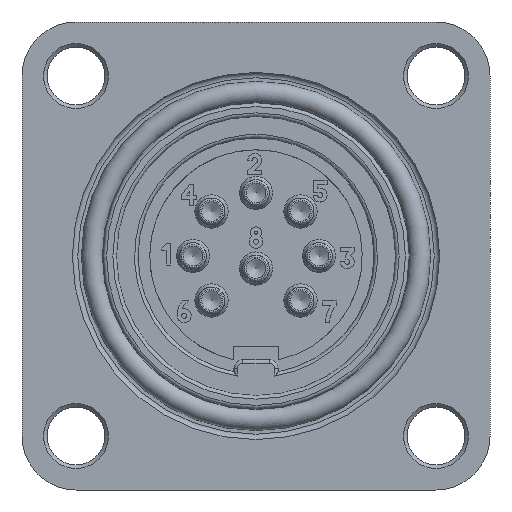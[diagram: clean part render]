
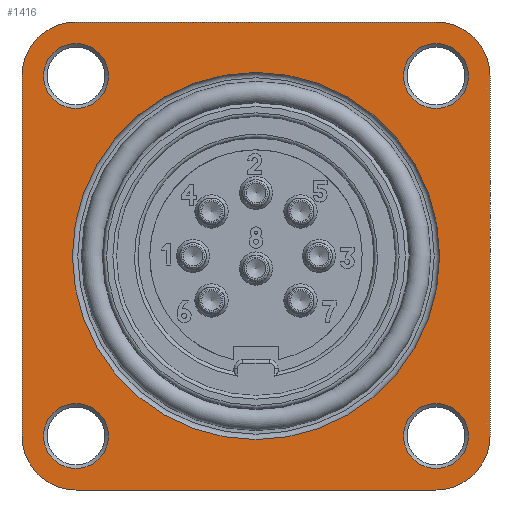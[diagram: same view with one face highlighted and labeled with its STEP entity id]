
A CAD part, front view. The second image highlights one B-rep face of the part: STEP entity #1416.
In plain terms, the highlighted planar face has unit normal (0, -1, 0).
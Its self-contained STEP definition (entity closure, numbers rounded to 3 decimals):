
#1416=ADVANCED_FACE('',(#1846,#1847,#1848,#1849,#1850,#1851),#1704,.T.);
#1704=PLANE('',#6072);
#1846=FACE_BOUND('',#2338,.T.);
#1847=FACE_BOUND('',#2339,.T.);
#1848=FACE_BOUND('',#2340,.T.);
#1849=FACE_BOUND('',#2341,.T.);
#1850=FACE_BOUND('',#2342,.T.);
#1851=FACE_BOUND('',#2343,.T.);
#2338=EDGE_LOOP('',(#3597));
#2339=EDGE_LOOP('',(#3598));
#2340=EDGE_LOOP('',(#3599));
#2341=EDGE_LOOP('',(#3600));
#2342=EDGE_LOOP('',(#3601));
#2343=EDGE_LOOP('',(#3602,#3603,#3604,#3605,#3606,#3607,#3608,#3609));
#2804=CIRCLE('',#6063,1.8);
#2805=CIRCLE('',#6064,1.8);
#2806=CIRCLE('',#6065,1.8);
#2807=CIRCLE('',#6066,1.8);
#2808=CIRCLE('',#6067,10.2);
#2809=CIRCLE('',#6068,3.);
#2810=CIRCLE('',#6069,3.);
#2811=CIRCLE('',#6070,3.);
#2812=CIRCLE('',#6071,3.);
#3597=ORIENTED_EDGE('',*,*,#5060,.T.);
#3598=ORIENTED_EDGE('',*,*,#5061,.T.);
#3599=ORIENTED_EDGE('',*,*,#5062,.T.);
#3600=ORIENTED_EDGE('',*,*,#5063,.T.);
#3601=ORIENTED_EDGE('',*,*,#5064,.F.);
#3602=ORIENTED_EDGE('',*,*,#5047,.T.);
#3603=ORIENTED_EDGE('',*,*,#5065,.T.);
#3604=ORIENTED_EDGE('',*,*,#5057,.T.);
#3605=ORIENTED_EDGE('',*,*,#5066,.T.);
#3606=ORIENTED_EDGE('',*,*,#5039,.T.);
#3607=ORIENTED_EDGE('',*,*,#5067,.T.);
#3608=ORIENTED_EDGE('',*,*,#5043,.T.);
#3609=ORIENTED_EDGE('',*,*,#5068,.T.);
#4473=VERTEX_POINT('',#8791);
#4476=VERTEX_POINT('',#8796);
#4477=VERTEX_POINT('',#8800);
#4480=VERTEX_POINT('',#8805);
#4481=VERTEX_POINT('',#8809);
#4484=VERTEX_POINT('',#8814);
#4491=VERTEX_POINT('',#8833);
#4494=VERTEX_POINT('',#8838);
#4497=VERTEX_POINT('',#8847);
#4498=VERTEX_POINT('',#8849);
#4499=VERTEX_POINT('',#8851);
#4500=VERTEX_POINT('',#8853);
#4501=VERTEX_POINT('',#8855);
#5039=EDGE_CURVE('',#4473,#4476,#5518,.T.);
#5043=EDGE_CURVE('',#4477,#4480,#5522,.T.);
#5047=EDGE_CURVE('',#4481,#4484,#5526,.T.);
#5057=EDGE_CURVE('',#4491,#4494,#5530,.T.);
#5060=EDGE_CURVE('',#4497,#4497,#2804,.T.);
#5061=EDGE_CURVE('',#4498,#4498,#2805,.T.);
#5062=EDGE_CURVE('',#4499,#4499,#2806,.T.);
#5063=EDGE_CURVE('',#4500,#4500,#2807,.T.);
#5064=EDGE_CURVE('',#4501,#4501,#2808,.T.);
#5065=EDGE_CURVE('',#4484,#4491,#2809,.T.);
#5066=EDGE_CURVE('',#4494,#4473,#2810,.T.);
#5067=EDGE_CURVE('',#4476,#4477,#2811,.T.);
#5068=EDGE_CURVE('',#4480,#4481,#2812,.T.);
#5518=LINE('',#8797,#5775);
#5522=LINE('',#8806,#5779);
#5526=LINE('',#8815,#5783);
#5530=LINE('',#8839,#5787);
#5775=VECTOR('',#7083,1.);
#5779=VECTOR('',#7089,1.);
#5783=VECTOR('',#7095,1.);
#5787=VECTOR('',#7119,1.);
#6063=AXIS2_PLACEMENT_3D('',#8846,#7128,#7129);
#6064=AXIS2_PLACEMENT_3D('',#8848,#7130,#7131);
#6065=AXIS2_PLACEMENT_3D('',#8850,#7132,#7133);
#6066=AXIS2_PLACEMENT_3D('',#8852,#7134,#7135);
#6067=AXIS2_PLACEMENT_3D('',#8854,#7136,#7137);
#6068=AXIS2_PLACEMENT_3D('',#8856,#7138,#7139);
#6069=AXIS2_PLACEMENT_3D('',#8857,#7140,#7141);
#6070=AXIS2_PLACEMENT_3D('',#8858,#7142,#7143);
#6071=AXIS2_PLACEMENT_3D('',#8859,#7144,#7145);
#6072=AXIS2_PLACEMENT_3D('',#8860,#7146,#7147);
#7083=DIRECTION('',(-1.,0.,0.));
#7089=DIRECTION('',(0.,0.,-1.));
#7095=DIRECTION('',(1.,0.,0.));
#7119=DIRECTION('',(0.,0.,1.));
#7128=DIRECTION('',(0.,1.,0.));
#7129=DIRECTION('',(0.,0.,-1.));
#7130=DIRECTION('',(0.,1.,0.));
#7131=DIRECTION('',(0.,0.,-1.));
#7132=DIRECTION('',(0.,1.,0.));
#7133=DIRECTION('',(0.,0.,-1.));
#7134=DIRECTION('',(0.,1.,0.));
#7135=DIRECTION('',(0.,0.,-1.));
#7136=DIRECTION('',(0.,-1.,0.));
#7137=DIRECTION('',(0.,0.,-1.));
#7138=DIRECTION('',(0.,-1.,0.));
#7139=DIRECTION('',(0.,0.,-1.));
#7140=DIRECTION('',(0.,-1.,0.));
#7141=DIRECTION('',(0.,0.,-1.));
#7142=DIRECTION('',(0.,-1.,0.));
#7143=DIRECTION('',(0.,0.,-1.));
#7144=DIRECTION('',(0.,-1.,0.));
#7145=DIRECTION('',(0.,0.,-1.));
#7146=DIRECTION('',(0.,-1.,0.));
#7147=DIRECTION('',(0.,0.,-1.));
#8791=CARTESIAN_POINT('',(10.,-10.,13.));
#8796=CARTESIAN_POINT('',(-10.,-10.,13.));
#8797=CARTESIAN_POINT('',(13.,-10.,13.));
#8800=CARTESIAN_POINT('',(-13.,-10.,10.));
#8805=CARTESIAN_POINT('',(-13.,-10.,-10.));
#8806=CARTESIAN_POINT('',(-13.,-10.,13.));
#8809=CARTESIAN_POINT('',(-10.,-10.,-13.));
#8814=CARTESIAN_POINT('',(10.,-10.,-13.));
#8815=CARTESIAN_POINT('',(-13.,-10.,-13.));
#8833=CARTESIAN_POINT('',(13.,-10.,-10.));
#8838=CARTESIAN_POINT('',(13.,-10.,10.));
#8839=CARTESIAN_POINT('',(13.,-10.,-13.));
#8846=CARTESIAN_POINT('',(-10.,-10.,-10.));
#8847=CARTESIAN_POINT('',(-10.,-10.,-11.8));
#8848=CARTESIAN_POINT('',(-10.,-10.,10.));
#8849=CARTESIAN_POINT('',(-10.,-10.,8.2));
#8850=CARTESIAN_POINT('',(10.,-10.,10.));
#8851=CARTESIAN_POINT('',(10.,-10.,8.2));
#8852=CARTESIAN_POINT('',(10.,-10.,-10.));
#8853=CARTESIAN_POINT('',(10.,-10.,-11.8));
#8854=CARTESIAN_POINT('',(0.,-10.,0.));
#8855=CARTESIAN_POINT('',(0.,-10.,-10.2));
#8856=CARTESIAN_POINT('',(10.,-10.,-10.));
#8857=CARTESIAN_POINT('',(10.,-10.,10.));
#8858=CARTESIAN_POINT('',(-10.,-10.,10.));
#8859=CARTESIAN_POINT('',(-10.,-10.,-10.));
#8860=CARTESIAN_POINT('',(-10.,-10.,-10.));
